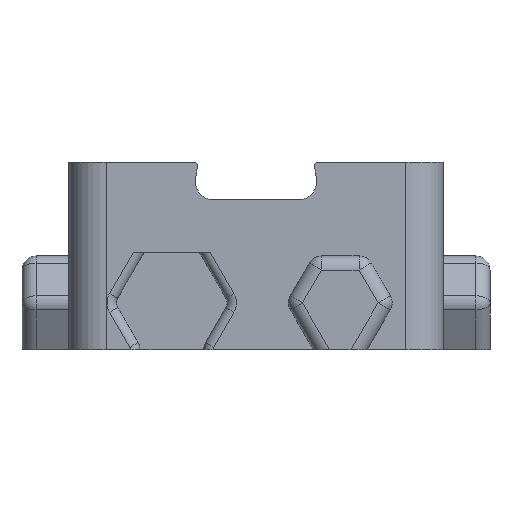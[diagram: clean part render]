
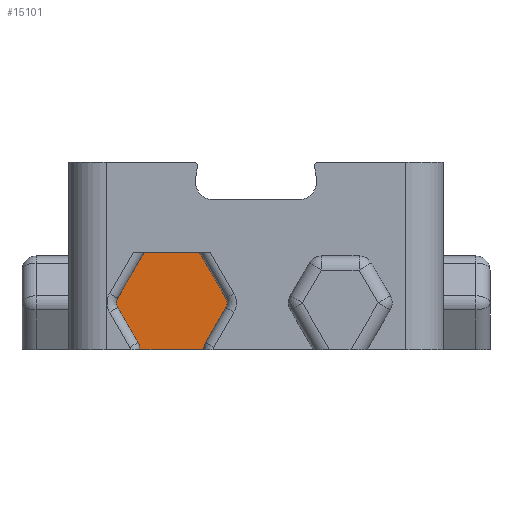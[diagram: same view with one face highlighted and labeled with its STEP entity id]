
A CAD part, front view. The second image highlights one B-rep face of the part: STEP entity #15101.
In plain terms, the highlighted planar face has unit normal (0, -1, 0).
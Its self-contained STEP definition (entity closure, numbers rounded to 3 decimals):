
#8790 = VERTEX_POINT('',#8791);
#8791 = CARTESIAN_POINT('',(-5.593,-14.75,0.));
#8797 = EDGE_CURVE('',#8798,#8790,#8800,.T.);
#8798 = VERTEX_POINT('',#8799);
#8799 = CARTESIAN_POINT('',(-12.407,-14.75,0.));
#8800 = LINE('',#8801,#8802);
#8801 = CARTESIAN_POINT('',(-12.407,-14.75,0.));
#8802 = VECTOR('',#8803,1.);
#8803 = DIRECTION('',(1.,0.,0.));
#15081 = VERTEX_POINT('',#15082);
#15082 = CARTESIAN_POINT('',(-12.608,-14.75,0.75));
#15088 = EDGE_CURVE('',#15081,#8798,#15089,.T.);
#15089 = CIRCLE('',#15090,1.5);
#15090 = AXIS2_PLACEMENT_3D('',#15091,#15092,#15093);
#15091 = CARTESIAN_POINT('',(-13.907,-14.75,0.)
  );
#15092 = DIRECTION('',(0.,1.,0.));
#15093 = DIRECTION('',(-1.,0.,0.));
#15101 = ADVANCED_FACE('',(#15102),#15171,.T.);
#15102 = FACE_BOUND('',#15103,.T.);
#15103 = EDGE_LOOP('',(#15104,#15112,#15113,#15114,#15123,#15131,#15140,
    #15148,#15156,#15164));
#15104 = ORIENTED_EDGE('',*,*,#15105,.T.);
#15105 = EDGE_CURVE('',#15106,#15081,#15108,.T.);
#15106 = VERTEX_POINT('',#15107);
#15107 = CARTESIAN_POINT('',(-14.774,-14.75,4.5));
#15108 = LINE('',#15109,#15110);
#15109 = CARTESIAN_POINT('',(-14.774,-14.75,4.5));
#15110 = VECTOR('',#15111,1.);
#15111 = DIRECTION('',(0.5,0.,-0.866));
#15112 = ORIENTED_EDGE('',*,*,#15088,.T.);
#15113 = ORIENTED_EDGE('',*,*,#8797,.T.);
#15114 = ORIENTED_EDGE('',*,*,#15115,.T.);
#15115 = EDGE_CURVE('',#8790,#15116,#15118,.T.);
#15116 = VERTEX_POINT('',#15117);
#15117 = CARTESIAN_POINT('',(-5.392,-14.75,0.75));
#15118 = CIRCLE('',#15119,1.5);
#15119 = AXIS2_PLACEMENT_3D('',#15120,#15121,#15122);
#15120 = CARTESIAN_POINT('',(-4.093,-14.75,0.)
  );
#15121 = DIRECTION('',(0.,1.,0.));
#15122 = DIRECTION('',(-1.,0.,0.));
#15123 = ORIENTED_EDGE('',*,*,#15124,.T.);
#15124 = EDGE_CURVE('',#15116,#15125,#15127,.T.);
#15125 = VERTEX_POINT('',#15126);
#15126 = CARTESIAN_POINT('',(-3.226,-14.75,4.5));
#15127 = LINE('',#15128,#15129);
#15128 = CARTESIAN_POINT('',(-5.392,-14.75,0.75));
#15129 = VECTOR('',#15130,1.);
#15130 = DIRECTION('',(0.5,0.,0.866));
#15131 = ORIENTED_EDGE('',*,*,#15132,.F.);
#15132 = EDGE_CURVE('',#15133,#15125,#15135,.T.);
#15133 = VERTEX_POINT('',#15134);
#15134 = CARTESIAN_POINT('',(-3.226,-14.75,5.5));
#15135 = CIRCLE('',#15136,1.);
#15136 = AXIS2_PLACEMENT_3D('',#15137,#15138,#15139);
#15137 = CARTESIAN_POINT('',(-4.093,-14.75,5.));
#15138 = DIRECTION('',(0.,1.,0.));
#15139 = DIRECTION('',(-1.,0.,0.));
#15140 = ORIENTED_EDGE('',*,*,#15141,.T.);
#15141 = EDGE_CURVE('',#15133,#15142,#15144,.T.);
#15142 = VERTEX_POINT('',#15143);
#15143 = CARTESIAN_POINT('',(-6.056,-14.75,10.4));
#15144 = LINE('',#15145,#15146);
#15145 = CARTESIAN_POINT('',(-3.226,-14.75,5.5));
#15146 = VECTOR('',#15147,1.);
#15147 = DIRECTION('',(-0.5,0.,0.866));
#15148 = ORIENTED_EDGE('',*,*,#15149,.T.);
#15149 = EDGE_CURVE('',#15142,#15150,#15152,.T.);
#15150 = VERTEX_POINT('',#15151);
#15151 = CARTESIAN_POINT('',(-11.944,-14.75,10.4));
#15152 = LINE('',#15153,#15154);
#15153 = CARTESIAN_POINT('',(-6.056,-14.75,10.4));
#15154 = VECTOR('',#15155,1.);
#15155 = DIRECTION('',(-1.,0.,0.));
#15156 = ORIENTED_EDGE('',*,*,#15157,.T.);
#15157 = EDGE_CURVE('',#15150,#15158,#15160,.T.);
#15158 = VERTEX_POINT('',#15159);
#15159 = CARTESIAN_POINT('',(-14.774,-14.75,5.5));
#15160 = LINE('',#15161,#15162);
#15161 = CARTESIAN_POINT('',(-11.944,-14.75,10.4));
#15162 = VECTOR('',#15163,1.);
#15163 = DIRECTION('',(-0.5,0.,-0.866));
#15164 = ORIENTED_EDGE('',*,*,#15165,.F.);
#15165 = EDGE_CURVE('',#15106,#15158,#15166,.T.);
#15166 = CIRCLE('',#15167,1.);
#15167 = AXIS2_PLACEMENT_3D('',#15168,#15169,#15170);
#15168 = CARTESIAN_POINT('',(-13.907,-14.75,5.));
#15169 = DIRECTION('',(0.,1.,0.));
#15170 = DIRECTION('',(-1.,0.,0.));
#15171 = PLANE('',#15172);
#15172 = AXIS2_PLACEMENT_3D('',#15173,#15174,#15175);
#15173 = CARTESIAN_POINT('',(-9.,-14.75,5.091));
#15174 = DIRECTION('',(0.,-1.,0.));
#15175 = DIRECTION('',(0.,0.,1.));
